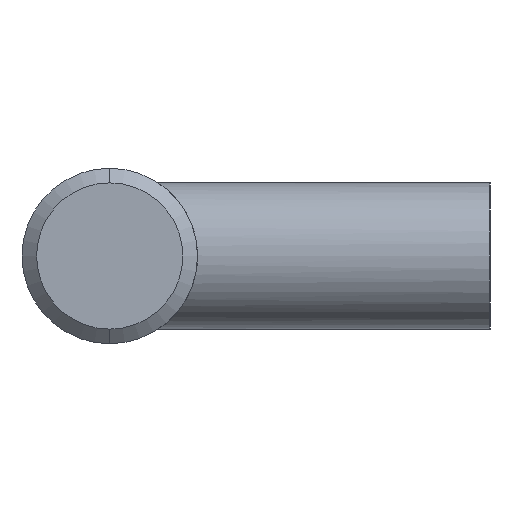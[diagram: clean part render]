
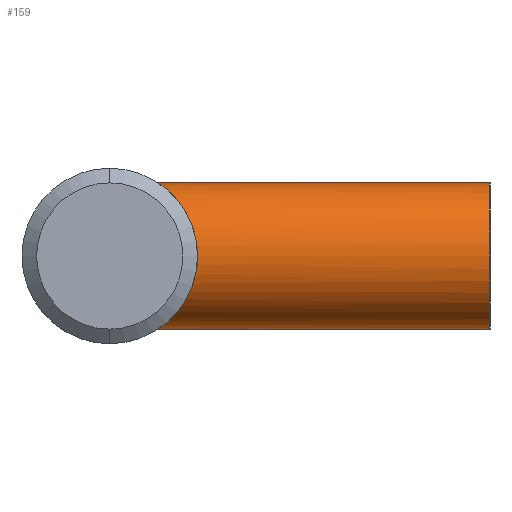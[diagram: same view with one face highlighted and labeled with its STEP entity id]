
A CAD part, left-side view. The second image highlights one B-rep face of the part: STEP entity #159.
In plain terms, the highlighted cylindrical face has radius 5 mm (diameter 10 mm), a partial arc.
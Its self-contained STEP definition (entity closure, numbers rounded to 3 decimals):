
#2 = CARTESIAN_POINT ( 'NONE',  ( -3.714, -4.977, 3.362 ) ) ;
#5 = CARTESIAN_POINT ( 'NONE',  ( -0.175, -3.317, -5. ) ) ;
#22 = CARTESIAN_POINT ( 'NONE',  ( -4.954, -5.961, 0.702 ) ) ;
#27 = CARTESIAN_POINT ( 'NONE',  ( -3.718, -4.98, -3.357 ) ) ;
#30 = ORIENTED_EDGE ( 'NONE', *, *, #635, .T. ) ;
#33 = CYLINDRICAL_SURFACE ( 'NONE', #48, 5. ) ;
#37 = DIRECTION ( 'NONE',  ( 0., 1., 0. ) ) ;
#48 = AXIS2_PLACEMENT_3D ( 'NONE', #219, #141, #632 ) ;
#65 = VECTOR ( 'NONE', #264, 1000. ) ;
#70 = EDGE_CURVE ( 'NONE', #270, #168, #576, .T. ) ;
#89 = VECTOR ( 'NONE', #460, 1000. ) ;
#95 = CARTESIAN_POINT ( 'NONE',  ( -2.249, -3.999, 4.477 ) ) ;
#103 = CARTESIAN_POINT ( 'NONE',  ( -0.865, -3.424, -4.927 ) ) ;
#104 = CARTESIAN_POINT ( 'NONE',  ( -0.353, -3.331, -4.991 ) ) ;
#114 = CARTESIAN_POINT ( 'NONE',  ( -5.009, -6.008, 0.006 ) ) ;
#119 = CARTESIAN_POINT ( 'NONE',  ( -4.821, -5.852, -1.369 ) ) ;
#134 = CARTESIAN_POINT ( 'NONE',  ( 0., -26., 0. ) ) ;
#141 = DIRECTION ( 'NONE',  ( 0., 1., 0. ) ) ;
#144 = FACE_OUTER_BOUND ( 'NONE', #579, .T. ) ;
#146 = CARTESIAN_POINT ( 'NONE',  ( -0.697, -3.385, -4.954 ) ) ;
#159 = ADVANCED_FACE ( 'NONE', ( #144 ), #33, .T. ) ;
#161 = CARTESIAN_POINT ( 'NONE',  ( -4.928, -5.94, -0.863 ) ) ;
#168 = VERTEX_POINT ( 'NONE', #468 ) ;
#178 = ORIENTED_EDGE ( 'NONE', *, *, #474, .F. ) ;
#183 = VERTEX_POINT ( 'NONE', #193 ) ;
#184 = AXIS2_PLACEMENT_3D ( 'NONE', #134, #37, #478 ) ;
#189 = CARTESIAN_POINT ( 'NONE',  ( -3.921, -5.134, 3.119 ) ) ;
#193 = CARTESIAN_POINT ( 'NONE',  ( 0., -3.317, -5. ) ) ;
#194 = CARTESIAN_POINT ( 'NONE',  ( -1.816, -3.779, -4.661 ) ) ;
#202 = CARTESIAN_POINT ( 'NONE',  ( -4.289, -5.42, -2.59 ) ) ;
#207 = CARTESIAN_POINT ( 'NONE',  ( 0., -3.317, 5. ) ) ;
#219 = CARTESIAN_POINT ( 'NONE',  ( 0., -26., 0. ) ) ;
#234 = CARTESIAN_POINT ( 'NONE',  ( 0., -3.317, 5. ) ) ;
#243 = CARTESIAN_POINT ( 'NONE',  ( -1.667, -3.704, 4.724 ) ) ;
#255 = CARTESIAN_POINT ( 'NONE',  ( 0., -26., 5. ) ) ;
#259 = CARTESIAN_POINT ( 'NONE',  ( -4.926, -5.938, 0.875 ) ) ;
#264 = DIRECTION ( 'NONE',  ( 0., 1., 0. ) ) ;
#270 = VERTEX_POINT ( 'NONE', #555 ) ;
#300 = CARTESIAN_POINT ( 'NONE',  ( -3.272, -4.656, 3.794 ) ) ;
#305 = CARTESIAN_POINT ( 'NONE',  ( -4.449, -5.548, -2.307 ) ) ;
#309 = CARTESIAN_POINT ( 'NONE',  ( -2.527, -4.165, -4.325 ) ) ;
#313 = CARTESIAN_POINT ( 'NONE',  ( -3.924, -5.136, -3.116 ) ) ;
#319 = ORIENTED_EDGE ( 'NONE', *, *, #451, .T. ) ;
#343 = CARTESIAN_POINT ( 'NONE',  ( -0.696, -3.374, 4.963 ) ) ;
#354 = CARTESIAN_POINT ( 'NONE',  ( -4.444, -5.545, 2.316 ) ) ;
#364 = LINE ( 'NONE', #406, #65 ) ;
#380 = VERTEX_POINT ( 'NONE', #207 ) ;
#390 = CARTESIAN_POINT ( 'NONE',  ( -4.284, -5.417, 2.597 ) ) ;
#393 = CARTESIAN_POINT ( 'NONE',  ( 0., -3.317, -5. ) ) ;
#394 = CARTESIAN_POINT ( 'NONE',  ( -1.36, -3.571, 4.823 ) ) ;
#406 = CARTESIAN_POINT ( 'NONE',  ( 0., -26., -5. ) ) ;
#436 = CARTESIAN_POINT ( 'NONE',  ( -2.252, -4.001, -4.475 ) ) ;
#439 = CARTESIAN_POINT ( 'NONE',  ( -2.525, -4.164, 4.327 ) ) ;
#451 = EDGE_CURVE ( 'NONE', #168, #380, #512, .T. ) ;
#456 = CARTESIAN_POINT ( 'NONE',  ( -4.717, -5.766, -1.692 ) ) ;
#460 = DIRECTION ( 'NONE',  ( 0., 1., 0. ) ) ;
#468 = CARTESIAN_POINT ( 'NONE',  ( 0., -26., 5. ) ) ;
#474 = EDGE_CURVE ( 'NONE', #270, #183, #364, .T. ) ;
#478 = DIRECTION ( 'NONE',  ( 0., 0., 1. ) ) ;
#481 = CARTESIAN_POINT ( 'NONE',  ( -3.035, -4.491, 3.986 ) ) ;
#489 = CARTESIAN_POINT ( 'NONE',  ( -1.195, -3.522, -4.858 ) ) ;
#496 = CARTESIAN_POINT ( 'NONE',  ( -1.667, -3.709, -4.717 ) ) ;
#510 = CARTESIAN_POINT ( 'NONE',  ( -3.04, -4.494, -3.982 ) ) ;
#512 = LINE ( 'NONE', #255, #89 ) ;
#522 = ORIENTED_EDGE ( 'NONE', *, *, #70, .T. ) ;
#551 = CARTESIAN_POINT ( 'NONE',  ( -1.356, -3.58, -4.815 ) ) ;
#555 = CARTESIAN_POINT ( 'NONE',  ( 0., -26., -5. ) ) ;
#562 = CARTESIAN_POINT ( 'NONE',  ( -3.277, -4.66, -3.789 ) ) ;
#564 = CARTESIAN_POINT ( 'NONE',  ( -4.991, -5.992, 0.354 ) ) ;
#570 = CARTESIAN_POINT ( 'NONE',  ( -4.991, -5.993, -0.342 ) ) ;
#576 = CIRCLE ( 'NONE', #184, 5. ) ;
#579 = EDGE_LOOP ( 'NONE', ( #178, #522, #319, #30 ) ) ;
#591 = CARTESIAN_POINT ( 'NONE',  ( -4.713, -5.762, 1.703 ) ) ;
#595 = CARTESIAN_POINT ( 'NONE',  ( -4.818, -5.849, 1.38 ) ) ;
#610 = CARTESIAN_POINT ( 'NONE',  ( -4.955, -5.963, -0.689 ) ) ;
#632 = DIRECTION ( 'NONE',  ( 0., 0., 1. ) ) ;
#633 = B_SPLINE_CURVE_WITH_KNOTS ( 'NONE', 3,
 ( #234, #634, #343, #394, #243, #95, #439, #481, #300, #2, #189, #390, #354, #591, #595, #259, #22, #564, #114, #570, #610, #161, #119, #456, #305, #202, #313, #27, #562, #510, #309, #436, #194, #496, #551, #489, #103, #146, #104, #5, #393 ),
 .UNSPECIFIED., .F., .F.,
 ( 4, 2, 2, 2, 2, 2, 2, 2, 2, 1, 2, 2, 2, 2, 2, 2, 2, 2, 2, 2, 4 ),
 ( 0., 0.001, 0.002, 0.003, 0.004, 0.005, 0.006, 0.007, 0.008, 0.008, 0.009, 0.009, 0.01, 0.011, 0.013, 0.014, 0.015, 0.015, 0.016, 0.016, 0.017 ),
 .UNSPECIFIED. ) ;
#634 = CARTESIAN_POINT ( 'NONE',  ( -0.354, -3.317, 5. ) ) ;
#635 = EDGE_CURVE ( 'NONE', #380, #183, #633, .T. ) ;
